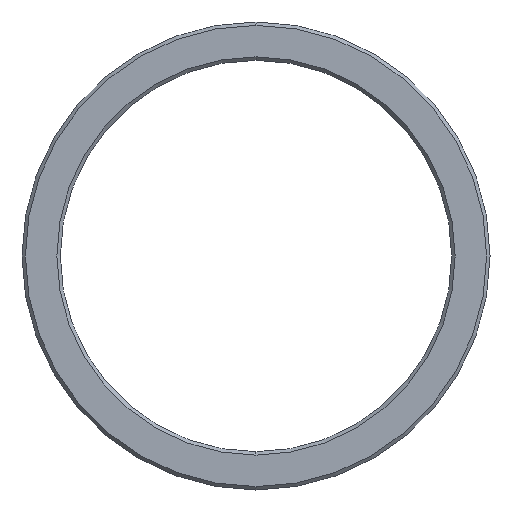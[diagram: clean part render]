
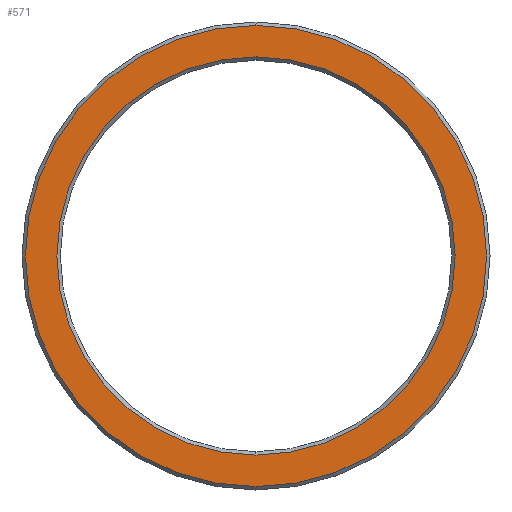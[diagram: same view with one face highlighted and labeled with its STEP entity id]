
A CAD part, left-side view. The second image highlights one B-rep face of the part: STEP entity #571.
In plain terms, the highlighted planar face has unit normal (-1, 0, 0).
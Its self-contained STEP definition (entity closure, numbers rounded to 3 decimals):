
#16 = EDGE_CURVE ( 'NONE', #710, #27, #313, .T. ) ;
#18 = CARTESIAN_POINT ( 'NONE',  ( -6., 0., 27.1 ) ) ;
#24 = DIRECTION ( 'NONE',  ( -1., 0., 0. ) ) ;
#27 = VERTEX_POINT ( 'NONE', #488 ) ;
#30 = VERTEX_POINT ( 'NONE', #765 ) ;
#34 = DIRECTION ( 'NONE',  ( 0., 0., -1. ) ) ;
#55 = CIRCLE ( 'NONE', #265, 27.1 ) ;
#85 = CARTESIAN_POINT ( 'NONE',  ( -6., 0., 0. ) ) ;
#91 = DIRECTION ( 'NONE',  ( 1., 0., 0. ) ) ;
#103 = DIRECTION ( 'NONE',  ( 0., 0., -1. ) ) ;
#139 = AXIS2_PLACEMENT_3D ( 'NONE', #289, #555, #103 ) ;
#151 = DIRECTION ( 'NONE',  ( 1., 0., 0. ) ) ;
#219 = CARTESIAN_POINT ( 'NONE',  ( -6., 0., 0. ) ) ;
#265 = AXIS2_PLACEMENT_3D ( 'NONE', #85, #24, #34 ) ;
#289 = CARTESIAN_POINT ( 'NONE',  ( -6., 0., 0. ) ) ;
#293 = VERTEX_POINT ( 'NONE', #736 ) ;
#313 = CIRCLE ( 'NONE', #139, 27.1 ) ;
#342 = ORIENTED_EDGE ( 'NONE', *, *, #662, .T. ) ;
#346 = AXIS2_PLACEMENT_3D ( 'NONE', #219, #151, #743 ) ;
#350 = DIRECTION ( 'NONE',  ( 0., 0., -1. ) ) ;
#397 = CARTESIAN_POINT ( 'NONE',  ( -6., 0., 0. ) ) ;
#428 = CARTESIAN_POINT ( 'NONE',  ( -6., 27.5, 0. ) ) ;
#430 = ORIENTED_EDGE ( 'NONE', *, *, #16, .T. ) ;
#441 = AXIS2_PLACEMENT_3D ( 'NONE', #397, #91, #350 ) ;
#488 = CARTESIAN_POINT ( 'NONE',  ( -6., 0., -27.1 ) ) ;
#491 = FACE_BOUND ( 'NONE', #831, .T. ) ;
#493 = EDGE_LOOP ( 'NONE', ( #342, #430 ) ) ;
#499 = DIRECTION ( 'NONE',  ( 0., 0., -1. ) ) ;
#555 = DIRECTION ( 'NONE',  ( -1., 0., 0. ) ) ;
#565 = DIRECTION ( 'NONE',  ( 1., 0., 0. ) ) ;
#571 = ADVANCED_FACE ( 'NONE', ( #572, #491 ), #856, .F. ) ;
#572 = FACE_OUTER_BOUND ( 'NONE', #493, .T. ) ;
#597 = EDGE_CURVE ( 'NONE', #293, #30, #642, .T. ) ;
#598 = ORIENTED_EDGE ( 'NONE', *, *, #609, .T. ) ;
#609 = EDGE_CURVE ( 'NONE', #30, #293, #747, .T. ) ;
#642 = CIRCLE ( 'NONE', #346, 23.4 ) ;
#662 = EDGE_CURVE ( 'NONE', #27, #710, #55, .T. ) ;
#710 = VERTEX_POINT ( 'NONE', #18 ) ;
#736 = CARTESIAN_POINT ( 'NONE',  ( -6., 0., -23.4 ) ) ;
#743 = DIRECTION ( 'NONE',  ( 0., 0., -1. ) ) ;
#747 = CIRCLE ( 'NONE', #441, 23.4 ) ;
#765 = CARTESIAN_POINT ( 'NONE',  ( -6., 0., 23.4 ) ) ;
#774 = AXIS2_PLACEMENT_3D ( 'NONE', #428, #565, #499 ) ;
#819 = ORIENTED_EDGE ( 'NONE', *, *, #597, .T. ) ;
#831 = EDGE_LOOP ( 'NONE', ( #598, #819 ) ) ;
#856 = PLANE ( 'NONE',  #774 ) ;
